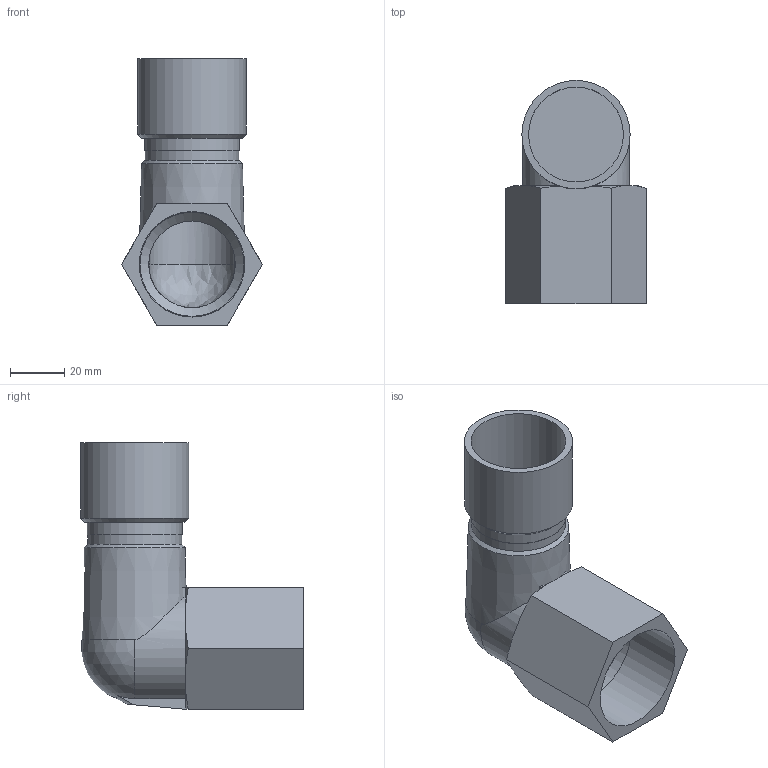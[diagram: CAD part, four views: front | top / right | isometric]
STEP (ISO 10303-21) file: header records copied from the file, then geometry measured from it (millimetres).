
FILE_DESCRIPTION( ( 'Unknown' ), '1' );
FILE_NAME( 'F7R11-4DN35.stp', 'Unknown', ( 'Unknown' ), ( 'Unknown' ), 'PSStep 14.0', 'Unknown', ' ' );
FILE_SCHEMA( ( 'AUTOMOTIVE_DESIGN { 1 0 10303 214 1 1 1 1 }' ) );
Length unit declared in the file: millimetre
Products named in the file (1): 1
Bounding box: 51.96 x 82.25 x 98.4 mm (x, y, z)
Volume: 68299.1 mm3; surface area: 35253.2 mm2
Topology: 1 solids, 1 shells, 53 faces, 127 edges, 82 vertices
Faces by surface type: plane 30, cone 11, cylinder 10, bspline 1, sphere 1
Full cylindrical faces by diameter (mm): 31.7 x1, 32 x1, 34.7 x1, 35 x2, 38.952 x2, 40 x1
Entity records: 2088 total; most frequent: CARTESIAN_POINT 520, DIRECTION 233, ORIENTED_EDGE 216, EDGE_CURVE 108, AXIS2_PLACEMENT_3D 96, VERTEX_POINT 75, EDGE_LOOP 71, FACE_OUTER_BOUND 61
